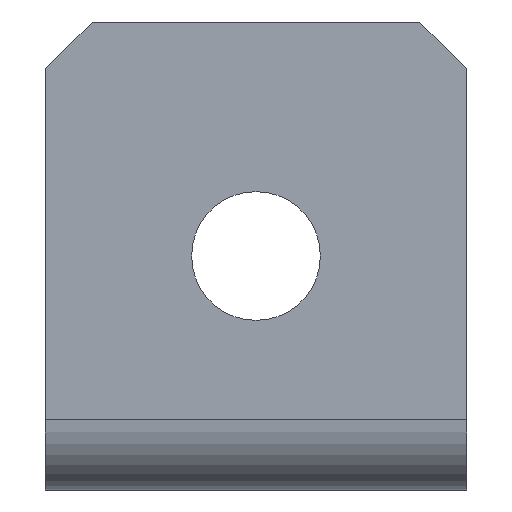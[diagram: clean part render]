
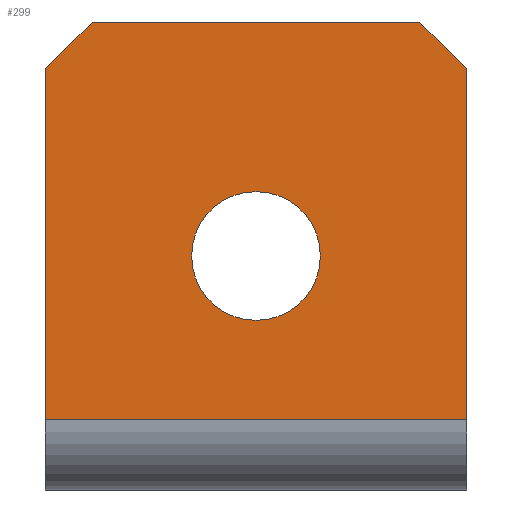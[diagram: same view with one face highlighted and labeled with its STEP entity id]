
A CAD part, front view. The second image highlights one B-rep face of the part: STEP entity #299.
In plain terms, the highlighted planar face has unit normal (0, -1, 0).
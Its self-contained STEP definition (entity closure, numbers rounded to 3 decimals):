
#8 = CARTESIAN_POINT ( 'NONE',  ( 9., 0., 3. ) ) ;
#17 = VECTOR ( 'NONE', #207, 1000. ) ;
#29 = CARTESIAN_POINT ( 'NONE',  ( 0., 0., 7.25 ) ) ;
#31 = VERTEX_POINT ( 'NONE', #474 ) ;
#32 = PLANE ( 'NONE',  #162 ) ;
#57 = CARTESIAN_POINT ( 'NONE',  ( 0., 0., 10. ) ) ;
#60 = LINE ( 'NONE', #483, #551 ) ;
#73 = LINE ( 'NONE', #650, #596 ) ;
#78 = EDGE_CURVE ( 'NONE', #138, #541, #212, .T. ) ;
#85 = ORIENTED_EDGE ( 'NONE', *, *, #588, .T. ) ;
#104 = DIRECTION ( 'NONE',  ( 0., 1., 0. ) ) ;
#137 = DIRECTION ( 'NONE',  ( 0., 1., 0. ) ) ;
#138 = VERTEX_POINT ( 'NONE', #527 ) ;
#145 = LINE ( 'NONE', #623, #17 ) ;
#156 = DIRECTION ( 'NONE',  ( 0., 1., 0. ) ) ;
#160 = CARTESIAN_POINT ( 'NONE',  ( 0., 0., 12.75 ) ) ;
#162 = AXIS2_PLACEMENT_3D ( 'NONE', #287, #137, #407 ) ;
#168 = ORIENTED_EDGE ( 'NONE', *, *, #213, .T. ) ;
#178 = VERTEX_POINT ( 'NONE', #160 ) ;
#188 = CIRCLE ( 'NONE', #574, 2.75 ) ;
#195 = ORIENTED_EDGE ( 'NONE', *, *, #457, .T. ) ;
#199 = LINE ( 'NONE', #308, #664 ) ;
#207 = DIRECTION ( 'NONE',  ( -1., 0., 0. ) ) ;
#212 = LINE ( 'NONE', #677, #241 ) ;
#213 = EDGE_CURVE ( 'NONE', #234, #31, #544, .T. ) ;
#226 = ORIENTED_EDGE ( 'NONE', *, *, #489, .T. ) ;
#231 = VECTOR ( 'NONE', #547, 1000. ) ;
#234 = VERTEX_POINT ( 'NONE', #639 ) ;
#241 = VECTOR ( 'NONE', #356, 1000. ) ;
#257 = DIRECTION ( 'NONE',  ( 0., 0., 1. ) ) ;
#287 = CARTESIAN_POINT ( 'NONE',  ( 0., 0., 0. ) ) ;
#298 = CIRCLE ( 'NONE', #388, 2.75 ) ;
#299 = ADVANCED_FACE ( 'NONE', ( #491, #495 ), #32, .F. ) ;
#302 = VERTEX_POINT ( 'NONE', #29 ) ;
#308 = CARTESIAN_POINT ( 'NONE',  ( 7., 0., 20. ) ) ;
#323 = CARTESIAN_POINT ( 'NONE',  ( 9., 0., 18. ) ) ;
#339 = ORIENTED_EDGE ( 'NONE', *, *, #411, .F. ) ;
#356 = DIRECTION ( 'NONE',  ( -1., 0., 0. ) ) ;
#388 = AXIS2_PLACEMENT_3D ( 'NONE', #390, #104, #525 ) ;
#390 = CARTESIAN_POINT ( 'NONE',  ( 0., 0., 10. ) ) ;
#400 = ORIENTED_EDGE ( 'NONE', *, *, #78, .T. ) ;
#407 = DIRECTION ( 'NONE',  ( 0., 0., 1. ) ) ;
#411 = EDGE_CURVE ( 'NONE', #467, #31, #145, .T. ) ;
#424 = CARTESIAN_POINT ( 'NONE',  ( -7., 0., 20. ) ) ;
#432 = DIRECTION ( 'NONE',  ( -0.707, 0., -0.707 ) ) ;
#457 = EDGE_CURVE ( 'NONE', #302, #178, #188, .T. ) ;
#467 = VERTEX_POINT ( 'NONE', #8 ) ;
#474 = CARTESIAN_POINT ( 'NONE',  ( -9., 0., 3. ) ) ;
#483 = CARTESIAN_POINT ( 'NONE',  ( -9., 0., 18. ) ) ;
#489 = EDGE_CURVE ( 'NONE', #584, #138, #199, .T. ) ;
#491 = FACE_BOUND ( 'NONE', #645, .T. ) ;
#495 = FACE_OUTER_BOUND ( 'NONE', #559, .T. ) ;
#496 = ORIENTED_EDGE ( 'NONE', *, *, #513, .T. ) ;
#507 = ORIENTED_EDGE ( 'NONE', *, *, #641, .T. ) ;
#513 = EDGE_CURVE ( 'NONE', #541, #234, #60, .T. ) ;
#525 = DIRECTION ( 'NONE',  ( 0., 0., 1. ) ) ;
#527 = CARTESIAN_POINT ( 'NONE',  ( 7., 0., 20. ) ) ;
#541 = VERTEX_POINT ( 'NONE', #424 ) ;
#544 = LINE ( 'NONE', #651, #231 ) ;
#547 = DIRECTION ( 'NONE',  ( 0., 0., -1. ) ) ;
#551 = VECTOR ( 'NONE', #432, 1000. ) ;
#559 = EDGE_LOOP ( 'NONE', ( #85, #226, #400, #496, #168, #339 ) ) ;
#567 = DIRECTION ( 'NONE',  ( -0.707, 0., 0.707 ) ) ;
#574 = AXIS2_PLACEMENT_3D ( 'NONE', #57, #156, #257 ) ;
#584 = VERTEX_POINT ( 'NONE', #323 ) ;
#588 = EDGE_CURVE ( 'NONE', #467, #584, #73, .T. ) ;
#596 = VECTOR ( 'NONE', #633, 1000. ) ;
#623 = CARTESIAN_POINT ( 'NONE',  ( -9., 0., 3. ) ) ;
#633 = DIRECTION ( 'NONE',  ( 0., 0., 1. ) ) ;
#639 = CARTESIAN_POINT ( 'NONE',  ( -9., 0., 18. ) ) ;
#641 = EDGE_CURVE ( 'NONE', #178, #302, #298, .T. ) ;
#645 = EDGE_LOOP ( 'NONE', ( #507, #195 ) ) ;
#650 = CARTESIAN_POINT ( 'NONE',  ( 9., 0., 0. ) ) ;
#651 = CARTESIAN_POINT ( 'NONE',  ( -9., 0., 0. ) ) ;
#664 = VECTOR ( 'NONE', #567, 1000. ) ;
#677 = CARTESIAN_POINT ( 'NONE',  ( 0., 0., 20. ) ) ;
